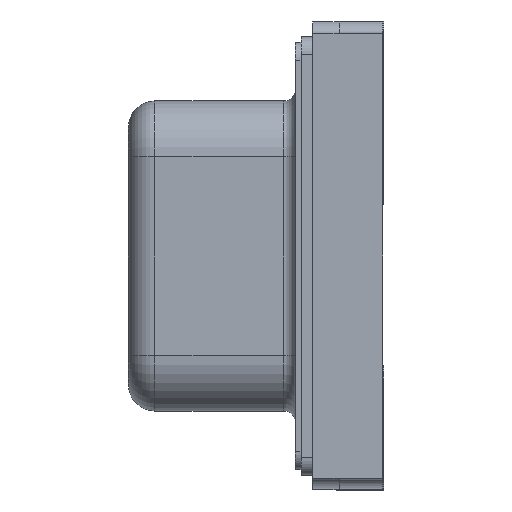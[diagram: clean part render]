
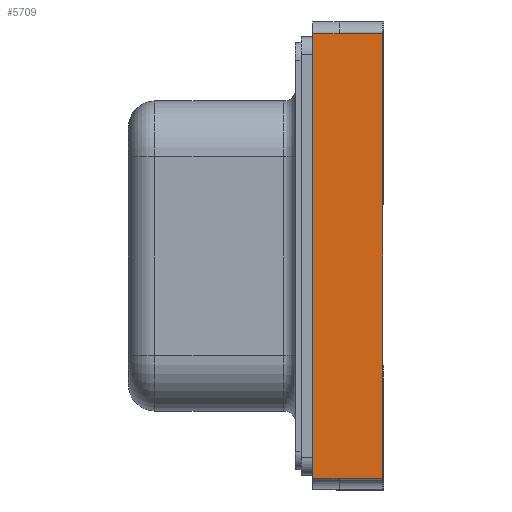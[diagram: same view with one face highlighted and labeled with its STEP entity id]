
A CAD part, left-side view. The second image highlights one B-rep face of the part: STEP entity #5709.
In plain terms, the highlighted planar face has unit normal (-1, 0, 0).
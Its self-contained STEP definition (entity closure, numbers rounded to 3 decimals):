
#348 = DIRECTION ( 'NONE',  ( 0., 1., 0. ) ) ;
#349 = VECTOR ( 'NONE', #348, 1000. ) ;
#355 = CARTESIAN_POINT ( 'NONE',  ( -6.1, -0.01, 3.81 ) ) ;
#376 = LINE ( 'NONE', #355, #349 ) ;
#479 = CARTESIAN_POINT ( 'NONE',  ( -6.1, 0.75, 3.8 ) ) ;
#488 = LINE ( 'NONE', #516, #515 ) ;
#510 = CARTESIAN_POINT ( 'NONE',  ( -6.1, -0.01, -3.81 ) ) ;
#511 = DIRECTION ( 'NONE',  ( 0., 0., -1. ) ) ;
#513 = FACE_OUTER_BOUND ( 'NONE', #5714, .T. ) ;
#514 = DIRECTION ( 'NONE',  ( 0., 0., -1. ) ) ;
#515 = VECTOR ( 'NONE', #514, 1000. ) ;
#516 = CARTESIAN_POINT ( 'NONE',  ( -6.1, 0.75, -3.81 ) ) ;
#517 = DIRECTION ( 'NONE',  ( 1., 0., 0. ) ) ;
#518 = AXIS2_PLACEMENT_3D ( 'NONE', #525, #517, #511 ) ;
#519 = PLANE ( 'NONE',  #518 ) ;
#520 = CARTESIAN_POINT ( 'NONE',  ( -6.1, 0.75, -3.81 ) ) ;
#525 = CARTESIAN_POINT ( 'NONE',  ( -6.1, 1.2, -4. ) ) ;
#566 = CARTESIAN_POINT ( 'NONE',  ( -6.1, -0.01, 3.81 ) ) ;
#606 = DIRECTION ( 'NONE',  ( 0., 0., -1. ) ) ;
#607 = VECTOR ( 'NONE', #606, 1000. ) ;
#609 = CARTESIAN_POINT ( 'NONE',  ( -6.1, -0.01, 3.81 ) ) ;
#610 = LINE ( 'NONE', #609, #607 ) ;
#614 = CARTESIAN_POINT ( 'NONE',  ( -6.1, -0.01, 3.8 ) ) ;
#615 = DIRECTION ( 'NONE',  ( 0., 1., 0. ) ) ;
#616 = VECTOR ( 'NONE', #615, 1000. ) ;
#621 = CARTESIAN_POINT ( 'NONE',  ( -6.1, -0.01, 3.8 ) ) ;
#622 = LINE ( 'NONE', #621, #616 ) ;
#630 = DIRECTION ( 'NONE',  ( 0., 1., 0. ) ) ;
#631 = VECTOR ( 'NONE', #630, 1000. ) ;
#635 = DIRECTION ( 'NONE',  ( 0., 0., -1. ) ) ;
#636 = VECTOR ( 'NONE', #635, 1000. ) ;
#638 = DIRECTION ( 'NONE',  ( 0., 1., 0. ) ) ;
#639 = VECTOR ( 'NONE', #638, 1000. ) ;
#640 = CARTESIAN_POINT ( 'NONE',  ( -6.1, -0.01, -3.81 ) ) ;
#642 = CARTESIAN_POINT ( 'NONE',  ( -6.1, 0.75, 3.81 ) ) ;
#643 = CARTESIAN_POINT ( 'NONE',  ( -6.1, -0.01, -3.8 ) ) ;
#644 = LINE ( 'NONE', #643, #631 ) ;
#646 = DIRECTION ( 'NONE',  ( 0., -1., 0. ) ) ;
#647 = VECTOR ( 'NONE', #646, 1000. ) ;
#648 = CARTESIAN_POINT ( 'NONE',  ( -6.1, 1.2, 3.8 ) ) ;
#649 = LINE ( 'NONE', #648, #647 ) ;
#650 = CARTESIAN_POINT ( 'NONE',  ( -6.1, -0.01, -3.8 ) ) ;
#651 = CARTESIAN_POINT ( 'NONE',  ( -6.1, -0.01, -3.81 ) ) ;
#652 = LINE ( 'NONE', #651, #636 ) ;
#653 = DIRECTION ( 'NONE',  ( 0., 0., -1. ) ) ;
#654 = VECTOR ( 'NONE', #653, 1000. ) ;
#655 = CARTESIAN_POINT ( 'NONE',  ( -6.1, 0.75, 3.81 ) ) ;
#656 = LINE ( 'NONE', #655, #654 ) ;
#657 = LINE ( 'NONE', #640, #639 ) ;
#4819 = EDGE_CURVE ( 'NONE', #4820, #4885, #9116, .T. ) ;
#4820 = VERTEX_POINT ( 'NONE', #9065 ) ;
#4885 = VERTEX_POINT ( 'NONE', #9187 ) ;
#4934 = VERTEX_POINT ( 'NONE', #9280 ) ;
#4952 = EDGE_CURVE ( 'NONE', #4934, #4956, #9310, .T. ) ;
#4956 = VERTEX_POINT ( 'NONE', #9313 ) ;
#5180 = VERTEX_POINT ( 'NONE', #9724 ) ;
#5231 = EDGE_CURVE ( 'NONE', #4934, #5180, #9776, .T. ) ;
#5702 = ORIENTED_EDGE ( 'NONE', *, *, #5705, .T. ) ;
#5705 = EDGE_CURVE ( 'NONE', #5180, #5710, #488, .T. ) ;
#5706 = ORIENTED_EDGE ( 'NONE', *, *, #5780, .F. ) ;
#5709 = ADVANCED_FACE ( 'NONE', ( #513 ), #519, .F. ) ;
#5710 = VERTEX_POINT ( 'NONE', #520 ) ;
#5711 = ORIENTED_EDGE ( 'NONE', *, *, #4952, .F. ) ;
#5714 = EDGE_LOOP ( 'NONE', ( #5776, #5711, #5778, #5702, #5706, #5785, #5744, #5781, #5768, #5767, #5774, #5783 ) ) ;
#5718 = VERTEX_POINT ( 'NONE', #510 ) ;
#5724 = VERTEX_POINT ( 'NONE', #479 ) ;
#5744 = ORIENTED_EDGE ( 'NONE', *, *, #5786, .T. ) ;
#5766 = EDGE_CURVE ( 'NONE', #5770, #4885, #622, .T. ) ;
#5767 = ORIENTED_EDGE ( 'NONE', *, *, #5771, .F. ) ;
#5768 = ORIENTED_EDGE ( 'NONE', *, *, #5766, .F. ) ;
#5769 = VERTEX_POINT ( 'NONE', #566 ) ;
#5770 = VERTEX_POINT ( 'NONE', #614 ) ;
#5771 = EDGE_CURVE ( 'NONE', #5769, #5770, #610, .T. ) ;
#5773 = EDGE_CURVE ( 'NONE', #5769, #5784, #376, .T. ) ;
#5774 = ORIENTED_EDGE ( 'NONE', *, *, #5773, .T. ) ;
#5775 = EDGE_CURVE ( 'NONE', #5784, #5724, #656, .T. ) ;
#5776 = ORIENTED_EDGE ( 'NONE', *, *, #5777, .F. ) ;
#5777 = EDGE_CURVE ( 'NONE', #4956, #5724, #649, .T. ) ;
#5778 = ORIENTED_EDGE ( 'NONE', *, *, #5231, .T. ) ;
#5779 = VERTEX_POINT ( 'NONE', #650 ) ;
#5780 = EDGE_CURVE ( 'NONE', #5718, #5710, #657, .T. ) ;
#5781 = ORIENTED_EDGE ( 'NONE', *, *, #4819, .T. ) ;
#5782 = EDGE_CURVE ( 'NONE', #5779, #5718, #652, .T. ) ;
#5783 = ORIENTED_EDGE ( 'NONE', *, *, #5775, .T. ) ;
#5784 = VERTEX_POINT ( 'NONE', #642 ) ;
#5785 = ORIENTED_EDGE ( 'NONE', *, *, #5782, .F. ) ;
#5786 = EDGE_CURVE ( 'NONE', #5779, #4820, #644, .T. ) ;
#9065 = CARTESIAN_POINT ( 'NONE',  ( -6.1, 0., -3.8 ) ) ;
#9112 = DIRECTION ( 'NONE',  ( 0., 0., 1. ) ) ;
#9113 = VECTOR ( 'NONE', #9112, 1000. ) ;
#9115 = CARTESIAN_POINT ( 'NONE',  ( -6.1, 0., -4. ) ) ;
#9116 = LINE ( 'NONE', #9115, #9113 ) ;
#9187 = CARTESIAN_POINT ( 'NONE',  ( -6.1, 0., 3.8 ) ) ;
#9280 = CARTESIAN_POINT ( 'NONE',  ( -6.1, 1.2, -3.8 ) ) ;
#9307 = DIRECTION ( 'NONE',  ( 0., 0., 1. ) ) ;
#9308 = VECTOR ( 'NONE', #9307, 1000. ) ;
#9309 = CARTESIAN_POINT ( 'NONE',  ( -6.1, 1.2, -4. ) ) ;
#9310 = LINE ( 'NONE', #9309, #9308 ) ;
#9313 = CARTESIAN_POINT ( 'NONE',  ( -6.1, 1.2, 3.8 ) ) ;
#9724 = CARTESIAN_POINT ( 'NONE',  ( -6.1, 0.75, -3.8 ) ) ;
#9775 = CARTESIAN_POINT ( 'NONE',  ( -6.1, 1.2, -3.8 ) ) ;
#9776 = LINE ( 'NONE', #9775, #9800 ) ;
#9799 = DIRECTION ( 'NONE',  ( 0., -1., 0. ) ) ;
#9800 = VECTOR ( 'NONE', #9799, 1000. ) ;
